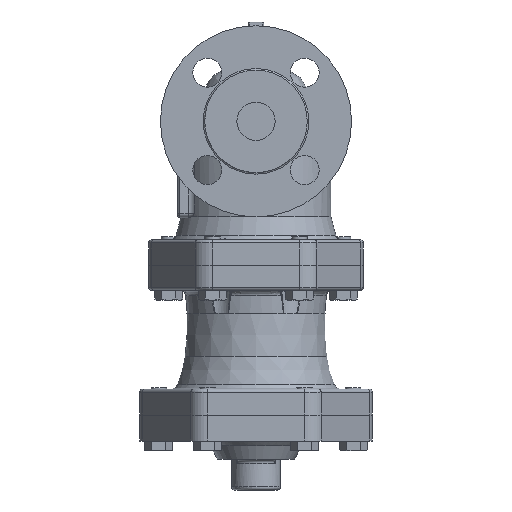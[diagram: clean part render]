
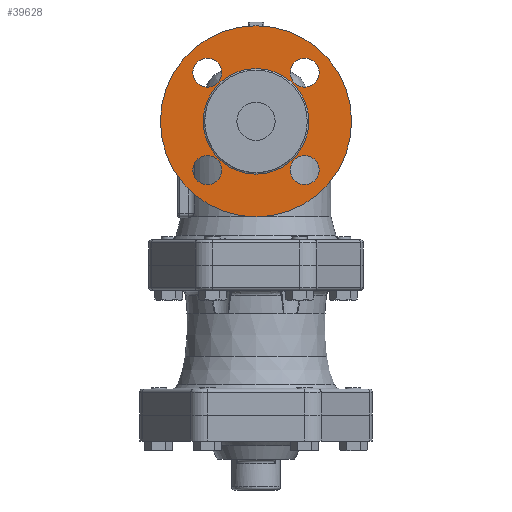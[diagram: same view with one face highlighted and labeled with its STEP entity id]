
A CAD part, left-side view. The second image highlights one B-rep face of the part: STEP entity #39628.
In plain terms, the highlighted free-form (B-spline) face has degree [1, 1] with [2, 2] control points.
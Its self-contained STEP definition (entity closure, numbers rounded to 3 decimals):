
#39550=CARTESIAN_POINT('',(-94.,0.0,128.5));
#39551=VERTEX_POINT('',#39550);
#39552=CARTESIAN_POINT('',(-94.,0.0,94.));
#39553=DIRECTION('',(-1.0,0.0,0.0));
#39554=DIRECTION('',(0.0,0.0,-1.0));
#39555=AXIS2_PLACEMENT_3D('',#39552,#39553,#39554);
#39556=CIRCLE('',#39555,34.5);
#39557=EDGE_CURVE('',#39551,#39551,#39556,.T.);
#39565=CARTESIAN_POINT('',(-94.,62.5,156.5));
#39566=CARTESIAN_POINT('',(-94.,62.5,31.5));
#39567=CARTESIAN_POINT('',(-94.,-62.5,156.5));
#39568=CARTESIAN_POINT('',(-94.,-62.5,31.5));
#39569=B_SPLINE_SURFACE_WITH_KNOTS('',1,1,((#39565,#39567),(#39566,#39568)),.UNSPECIFIED.,.F.,.F.,.U.,(2,2),(2,2),(0.0,125.),(0.0,125.0),.UNSPECIFIED.);
#39570=CARTESIAN_POINT('',(-94.,0.0,156.5));
#39571=VERTEX_POINT('',#39570);
#39572=CARTESIAN_POINT('',(-94.,0.0,94.));
#39573=DIRECTION('',(-1.0,0.0,0.0));
#39574=DIRECTION('',(0.0,0.0,1.0));
#39575=AXIS2_PLACEMENT_3D('',#39572,#39573,#39574);
#39576=CIRCLE('',#39575,62.5);
#39577=EDGE_CURVE('',#39571,#39571,#39576,.T.);
#39578=ORIENTED_EDGE('',*,*,#39577,.T.);
#39579=EDGE_LOOP('',(#39578));
#39580=FACE_OUTER_BOUND('',#39579,.T.);
#39581=CARTESIAN_POINT('',(-94.,-22.32,125.82));
#39582=VERTEX_POINT('',#39581);
#39583=CARTESIAN_POINT('',(-94.,-31.82,125.82));
#39584=DIRECTION('',(1.0,0.0,0.0));
#39585=DIRECTION('',(0.0,1.0,0.0));
#39586=AXIS2_PLACEMENT_3D('',#39583,#39584,#39585);
#39587=CIRCLE('',#39586,9.5);
#39588=EDGE_CURVE('',#39582,#39582,#39587,.T.);
#39589=ORIENTED_EDGE('',*,*,#39588,.T.);
#39590=EDGE_LOOP('',(#39589));
#39591=FACE_BOUND('',#39590,.T.);
#39592=CARTESIAN_POINT('',(-94.,-31.82,71.68));
#39593=VERTEX_POINT('',#39592);
#39594=CARTESIAN_POINT('',(-94.,-31.82,62.18));
#39595=DIRECTION('',(1.0,0.0,0.0));
#39596=DIRECTION('',(0.0,0.0,1.0));
#39597=AXIS2_PLACEMENT_3D('',#39594,#39595,#39596);
#39598=CIRCLE('',#39597,9.5);
#39599=EDGE_CURVE('',#39593,#39593,#39598,.T.);
#39600=ORIENTED_EDGE('',*,*,#39599,.T.);
#39601=EDGE_LOOP('',(#39600));
#39602=FACE_BOUND('',#39601,.T.);
#39603=CARTESIAN_POINT('',(-94.,22.32,62.18));
#39604=VERTEX_POINT('',#39603);
#39605=CARTESIAN_POINT('',(-94.,31.82,62.18));
#39606=DIRECTION('',(1.0,0.0,0.0));
#39607=DIRECTION('',(0.0,-1.0,0.0));
#39608=AXIS2_PLACEMENT_3D('',#39605,#39606,#39607);
#39609=CIRCLE('',#39608,9.5);
#39610=EDGE_CURVE('',#39604,#39604,#39609,.T.);
#39611=ORIENTED_EDGE('',*,*,#39610,.T.);
#39612=EDGE_LOOP('',(#39611));
#39613=FACE_BOUND('',#39612,.T.);
#39614=CARTESIAN_POINT('',(-94.,31.82,116.32));
#39615=VERTEX_POINT('',#39614);
#39616=CARTESIAN_POINT('',(-94.,31.82,125.82));
#39617=DIRECTION('',(1.0,0.0,0.0));
#39618=DIRECTION('',(0.0,0.0,-1.0));
#39619=AXIS2_PLACEMENT_3D('',#39616,#39617,#39618);
#39620=CIRCLE('',#39619,9.5);
#39621=EDGE_CURVE('',#39615,#39615,#39620,.T.);
#39622=ORIENTED_EDGE('',*,*,#39621,.T.);
#39623=EDGE_LOOP('',(#39622));
#39624=FACE_BOUND('',#39623,.T.);
#39625=ORIENTED_EDGE('',*,*,#39557,.F.);
#39626=EDGE_LOOP('',(#39625));
#39627=FACE_BOUND('',#39626,.T.);
#39628=ADVANCED_FACE('',(#39580,#39591,#39602,#39613,#39624,#39627),#39569,.T.);
